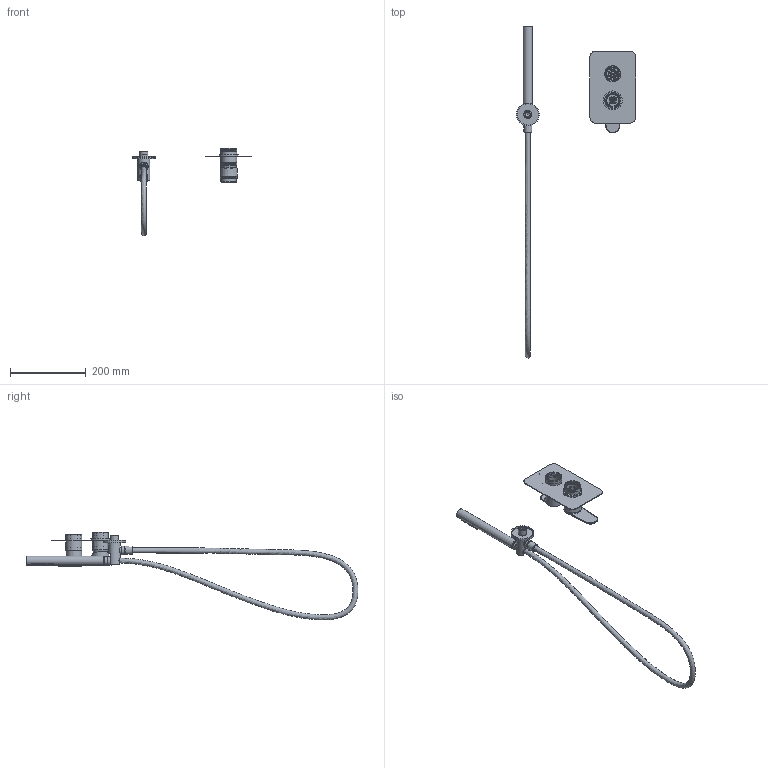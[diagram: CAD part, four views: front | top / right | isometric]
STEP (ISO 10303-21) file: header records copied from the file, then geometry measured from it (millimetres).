
FILE_DESCRIPTION (( 'STEP AP203' ), '1' );
FILE_NAME ('36C301400.STEP', '2024-10-04T08:14:56', ( '' ), ( '' ), 'SwSTEP 2.0', 'SolidWorks 2021', '' );
FILE_SCHEMA (( 'CONFIG_CONTROL_DESIGN' ));
Length unit declared in the file: millimetre
Products named in the file (1): 36C301400
Bounding box: 313.72 x 874.94 x 231.24 mm (x, y, z)
Volume: 418392.9 mm3; surface area: 214555.3 mm2
Topology: 13 solids, 14 shells, 606 faces, 1347 edges, 903 vertices
Faces by surface type: plane 251, cylinder 150, cone 139, bspline 31, torus 29, sphere 6
Full cylindrical faces by diameter (mm): 4.2 x1, 4.5 x1, 6.8 x1, 8 x1, 9.5 x1, 9.8 x1, 10 x1, 12.45 x1, 12.5 x1, 12.8 x1, 15 x2, 16.182 x1, 18 x2, 18.7 x1, 18.968 x1, 20.8 x1, 21 x3, 21.268 x1, 24 x1, 25.599 x1, 25.6 x1, 28.599 x1, 28.6 x1, 30.999 x1, 31 x2, 31.599 x1, 31.6 x1, 31.7 x1, 35.8 x2, 36.5 x1
Entity records: 23123 total; most frequent: CARTESIAN_POINT 11516, DIRECTION 2293, ORIENTED_EDGE 2036, EDGE_CURVE 1018, AXIS2_PLACEMENT_3D 964, EDGE_LOOP 955, VERTEX_POINT 773, FACE_OUTER_BOUND 668
